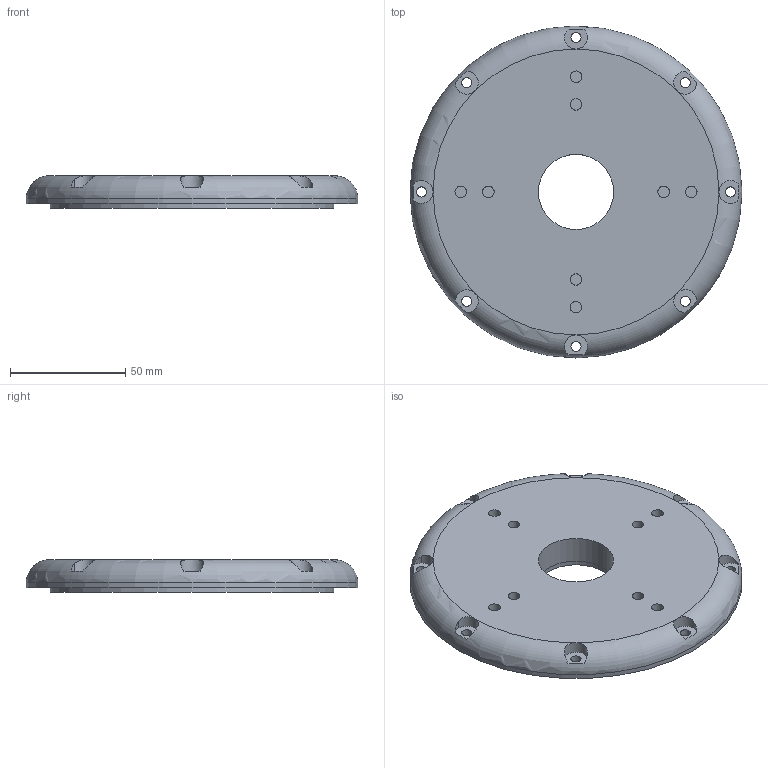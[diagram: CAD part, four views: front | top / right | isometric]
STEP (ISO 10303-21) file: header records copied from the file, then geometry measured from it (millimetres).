
FILE_DESCRIPTION(('FreeCAD Model'),'2;1');
FILE_NAME('F144_TP.step', '2016-11-30T22:13:20',('Author'),(''), 'Open CASCADE STEP processor 6.8','FreeCAD','Unknown');
FILE_SCHEMA(('AUTOMOTIVE_DESIGN_CC2 { 1 2 10303 214 -1 1 5 4 }'));
Length unit declared in the file: millimetre
Products named in the file (2): ASSEMBLY; PolarPattern003
Assembly tree (1 placements, depth 2):
  ASSEMBLY
    PolarPattern003
Bounding box: 144 x 144 x 14 mm (x, y, z)
Volume: 193696.8 mm3; surface area: 38924.2 mm2
Topology: 1 solids, 1 shells, 56 faces, 125 edges, 80 vertices
Faces by surface type: cylinder 36, plane 19, torus 1
Full cylindrical faces by diameter (mm): 4.4 x8, 5 x8, 32.6 x2, 123 x1, 144 x1
Entity records: 9013 total; most frequent: CARTESIAN_POINT 6589, DIRECTION 419, ORIENTED_EDGE 250, PCURVE 250, DEFINITIONAL_REPRESENTATION 250, LINE 156, VECTOR 156, AXIS2_PLACEMENT_3D 131
